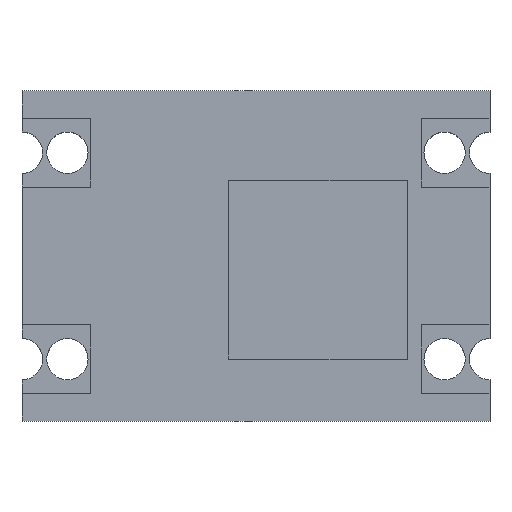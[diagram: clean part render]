
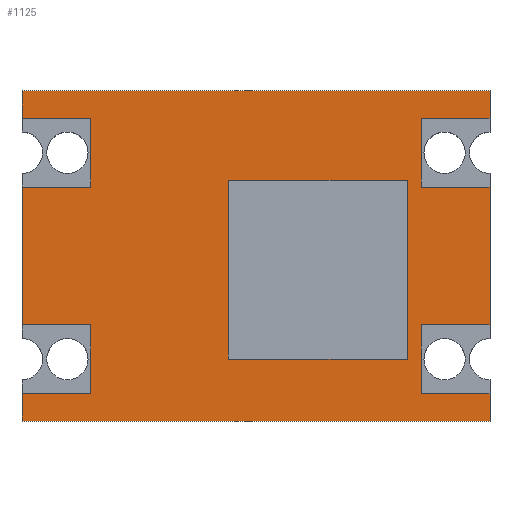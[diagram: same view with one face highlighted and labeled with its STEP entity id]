
A CAD part, top view. The second image highlights one B-rep face of the part: STEP entity #1125.
In plain terms, the highlighted planar face has unit normal (0, 0, 1).
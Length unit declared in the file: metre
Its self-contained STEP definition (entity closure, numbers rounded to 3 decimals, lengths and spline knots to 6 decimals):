
#57=PLANE('',#1268);
#255=ORIENTED_EDGE('',*,*,#441,.F.);
#256=ORIENTED_EDGE('',*,*,#445,.T.);
#257=ORIENTED_EDGE('',*,*,#448,.T.);
#258=ORIENTED_EDGE('',*,*,#451,.F.);
#259=ORIENTED_EDGE('',*,*,#454,.T.);
#260=ORIENTED_EDGE('',*,*,#457,.T.);
#261=ORIENTED_EDGE('',*,*,#460,.F.);
#262=ORIENTED_EDGE('',*,*,#463,.F.);
#263=ORIENTED_EDGE('',*,*,#466,.T.);
#264=ORIENTED_EDGE('',*,*,#469,.F.);
#265=ORIENTED_EDGE('',*,*,#472,.F.);
#266=ORIENTED_EDGE('',*,*,#475,.F.);
#267=ORIENTED_EDGE('',*,*,#478,.F.);
#268=ORIENTED_EDGE('',*,*,#481,.T.);
#269=ORIENTED_EDGE('',*,*,#484,.T.);
#270=ORIENTED_EDGE('',*,*,#487,.T.);
#271=ORIENTED_EDGE('',*,*,#490,.F.);
#272=ORIENTED_EDGE('',*,*,#493,.T.);
#273=ORIENTED_EDGE('',*,*,#496,.T.);
#274=ORIENTED_EDGE('',*,*,#498,.F.);
#441=EDGE_CURVE('',#581,#582,#689,.T.);
#445=EDGE_CURVE('',#581,#584,#693,.T.);
#448=EDGE_CURVE('',#584,#586,#696,.T.);
#451=EDGE_CURVE('',#588,#586,#699,.T.);
#454=EDGE_CURVE('',#588,#590,#702,.T.);
#457=EDGE_CURVE('',#590,#592,#705,.T.);
#460=EDGE_CURVE('',#594,#592,#708,.T.);
#463=EDGE_CURVE('',#596,#594,#711,.T.);
#466=EDGE_CURVE('',#596,#598,#714,.T.);
#469=EDGE_CURVE('',#600,#598,#717,.T.);
#472=EDGE_CURVE('',#602,#600,#720,.T.);
#475=EDGE_CURVE('',#604,#602,#723,.T.);
#478=EDGE_CURVE('',#606,#604,#726,.T.);
#481=EDGE_CURVE('',#606,#608,#729,.T.);
#484=EDGE_CURVE('',#608,#610,#732,.T.);
#487=EDGE_CURVE('',#610,#612,#735,.T.);
#490=EDGE_CURVE('',#614,#612,#738,.T.);
#493=EDGE_CURVE('',#614,#616,#741,.T.);
#496=EDGE_CURVE('',#616,#618,#744,.T.);
#498=EDGE_CURVE('',#582,#618,#746,.T.);
#581=VERTEX_POINT('',#1707);
#582=VERTEX_POINT('',#1709);
#584=VERTEX_POINT('',#1715);
#586=VERTEX_POINT('',#1721);
#588=VERTEX_POINT('',#1727);
#590=VERTEX_POINT('',#1733);
#592=VERTEX_POINT('',#1739);
#594=VERTEX_POINT('',#1745);
#596=VERTEX_POINT('',#1751);
#598=VERTEX_POINT('',#1757);
#600=VERTEX_POINT('',#1763);
#602=VERTEX_POINT('',#1769);
#604=VERTEX_POINT('',#1775);
#606=VERTEX_POINT('',#1781);
#608=VERTEX_POINT('',#1787);
#610=VERTEX_POINT('',#1793);
#612=VERTEX_POINT('',#1799);
#614=VERTEX_POINT('',#1805);
#616=VERTEX_POINT('',#1811);
#618=VERTEX_POINT('',#1817);
#689=LINE('',#1708,#825);
#693=LINE('',#1716,#829);
#696=LINE('',#1722,#832);
#699=LINE('',#1728,#835);
#702=LINE('',#1734,#838);
#705=LINE('',#1740,#841);
#708=LINE('',#1746,#844);
#711=LINE('',#1752,#847);
#714=LINE('',#1758,#850);
#717=LINE('',#1764,#853);
#720=LINE('',#1770,#856);
#723=LINE('',#1776,#859);
#726=LINE('',#1782,#862);
#729=LINE('',#1788,#865);
#732=LINE('',#1794,#868);
#735=LINE('',#1800,#871);
#738=LINE('',#1806,#874);
#741=LINE('',#1812,#877);
#744=LINE('',#1818,#880);
#746=LINE('',#1821,#882);
#825=VECTOR('',#1399,1.);
#829=VECTOR('',#1405,1.);
#832=VECTOR('',#1410,1.);
#835=VECTOR('',#1415,1.);
#838=VECTOR('',#1420,1.);
#841=VECTOR('',#1425,1.);
#844=VECTOR('',#1430,1.);
#847=VECTOR('',#1435,1.);
#850=VECTOR('',#1440,1.);
#853=VECTOR('',#1445,1.);
#856=VECTOR('',#1450,1.);
#859=VECTOR('',#1455,1.);
#862=VECTOR('',#1460,1.);
#865=VECTOR('',#1465,1.);
#868=VECTOR('',#1470,1.);
#871=VECTOR('',#1475,1.);
#874=VECTOR('',#1480,1.);
#877=VECTOR('',#1485,1.);
#880=VECTOR('',#1490,1.);
#882=VECTOR('',#1494,1.);
#971=EDGE_LOOP('',(#255,#256,#257,#258,#259,#260,#261,#262,#263,#264,#265,
#266,#267,#268,#269,#270,#271,#272,#273,#274));
#1047=FACE_BOUND('',#971,.T.);
#1125=ADVANCED_FACE('',(#1047),#57,.T.);
#1268=AXIS2_PLACEMENT_3D('',#1822,#1495,#1496);
#1399=DIRECTION('',(1.,0.,0.));
#1405=DIRECTION('',(0.,-1.,0.));
#1410=DIRECTION('',(1.,0.,0.));
#1415=DIRECTION('',(0.,-1.,0.));
#1420=DIRECTION('',(-1.,0.,0.));
#1425=DIRECTION('',(0.,1.,0.));
#1430=DIRECTION('',(-1.,0.,0.));
#1435=DIRECTION('',(0.,-1.,0.));
#1440=DIRECTION('',(-1.,0.,0.));
#1445=DIRECTION('',(0.,-1.,0.));
#1450=DIRECTION('',(-1.,0.,0.));
#1455=DIRECTION('',(0.,-1.,0.));
#1460=DIRECTION('',(1.,0.,0.));
#1465=DIRECTION('',(0.,-1.,0.));
#1470=DIRECTION('',(1.,0.,0.));
#1475=DIRECTION('',(0.,-1.,0.));
#1480=DIRECTION('',(1.,0.,0.));
#1485=DIRECTION('',(0.,-1.,0.));
#1490=DIRECTION('',(1.,0.,0.));
#1494=DIRECTION('',(0.,1.,0.));
#1495=DIRECTION('',(0.,0.,1.));
#1496=DIRECTION('',(1.,0.,0.));
#1707=CARTESIAN_POINT('',(-0.0085,-0.005,0.004));
#1708=CARTESIAN_POINT('',(-0.00725,-0.005,0.004));
#1709=CARTESIAN_POINT('',(-0.006,-0.005,0.004));
#1715=CARTESIAN_POINT('',(-0.0085,-0.006,0.004));
#1716=CARTESIAN_POINT('',(-0.0085,-0.0055,0.004));
#1721=CARTESIAN_POINT('',(0.0085,-0.006,0.004));
#1722=CARTESIAN_POINT('',(0.,-0.006,0.004));
#1727=CARTESIAN_POINT('',(0.0085,-0.005,0.004));
#1728=CARTESIAN_POINT('',(0.0085,-0.0055,0.004));
#1733=CARTESIAN_POINT('',(0.006,-0.005,0.004));
#1734=CARTESIAN_POINT('',(0.00725,-0.005,0.004));
#1739=CARTESIAN_POINT('',(0.006,-0.0025,0.004));
#1740=CARTESIAN_POINT('',(0.006,-0.00375,0.004));
#1745=CARTESIAN_POINT('',(0.0085,-0.0025,0.004));
#1746=CARTESIAN_POINT('',(0.00725,-0.0025,0.004));
#1751=CARTESIAN_POINT('',(0.0085,0.0025,0.004));
#1752=CARTESIAN_POINT('',(0.0085,0.,0.004));
#1757=CARTESIAN_POINT('',(0.006,0.0025,0.004));
#1758=CARTESIAN_POINT('',(0.00725,0.0025,0.004));
#1763=CARTESIAN_POINT('',(0.006,0.005,0.004));
#1764=CARTESIAN_POINT('',(0.006,0.00375,0.004));
#1769=CARTESIAN_POINT('',(0.0085,0.005,0.004));
#1770=CARTESIAN_POINT('',(0.00725,0.005,0.004));
#1775=CARTESIAN_POINT('',(0.0085,0.006,0.004));
#1776=CARTESIAN_POINT('',(0.0085,0.0055,0.004));
#1781=CARTESIAN_POINT('',(-0.0085,0.006,0.004));
#1782=CARTESIAN_POINT('',(0.,0.006,0.004));
#1787=CARTESIAN_POINT('',(-0.0085,0.005,0.004));
#1788=CARTESIAN_POINT('',(-0.0085,0.0055,0.004));
#1793=CARTESIAN_POINT('',(-0.006,0.005,0.004));
#1794=CARTESIAN_POINT('',(-0.00725,0.005,0.004));
#1799=CARTESIAN_POINT('',(-0.006,0.0025,0.004));
#1800=CARTESIAN_POINT('',(-0.006,0.00375,0.004));
#1805=CARTESIAN_POINT('',(-0.0085,0.0025,0.004));
#1806=CARTESIAN_POINT('',(-0.00725,0.0025,0.004));
#1811=CARTESIAN_POINT('',(-0.0085,-0.0025,0.004));
#1812=CARTESIAN_POINT('',(-0.0085,0.,0.004));
#1817=CARTESIAN_POINT('',(-0.006,-0.0025,0.004));
#1818=CARTESIAN_POINT('',(-0.00725,-0.0025,0.004));
#1821=CARTESIAN_POINT('',(-0.006,-0.00375,0.004));
#1822=CARTESIAN_POINT('',(0.,0.,0.004));
